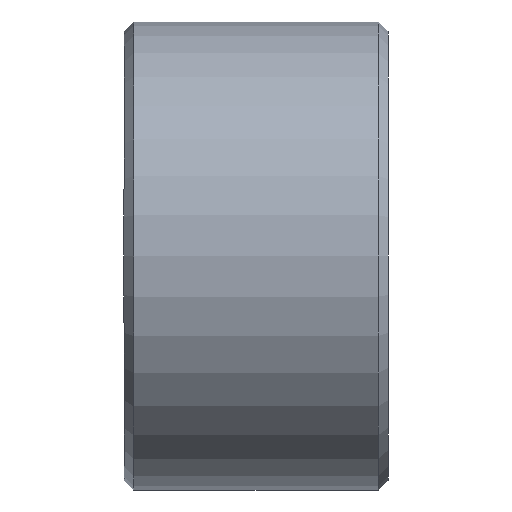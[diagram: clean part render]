
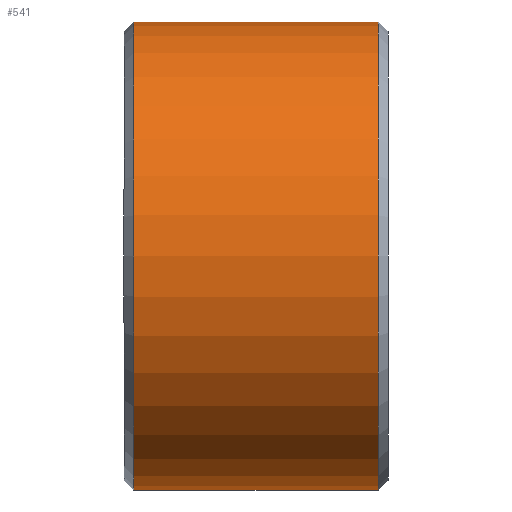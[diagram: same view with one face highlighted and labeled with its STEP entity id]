
A CAD part, left-side view. The second image highlights one B-rep face of the part: STEP entity #541.
In plain terms, the highlighted cylindrical face has radius 9.75 mm (diameter 19.5 mm), a partial arc.
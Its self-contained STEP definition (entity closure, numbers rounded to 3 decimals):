
#11 = EDGE_CURVE ( 'NONE', #1008, #1519, #153, .T. ) ;
#25 = VECTOR ( 'NONE', #234, 1000. ) ;
#61 = CARTESIAN_POINT ( 'NONE',  ( 0., -5.098, -9.75 ) ) ;
#63 = AXIS2_PLACEMENT_3D ( 'NONE', #1848, #180, #945 ) ;
#78 = VERTEX_POINT ( 'NONE', #1117 ) ;
#153 = CIRCLE ( 'NONE', #2457, 9.75 ) ;
#180 = DIRECTION ( 'NONE',  ( 0., 1., 0. ) ) ;
#204 = VERTEX_POINT ( 'NONE', #688 ) ;
#208 = CARTESIAN_POINT ( 'NONE',  ( 0., -5.5, -9.75 ) ) ;
#234 = DIRECTION ( 'NONE',  ( 0., 1., 0. ) ) ;
#497 = CIRCLE ( 'NONE', #2029, 9.75 ) ;
#541 = ADVANCED_FACE ( 'NONE', ( #2196 ), #1472, .T. ) ;
#571 = DIRECTION ( 'NONE',  ( 0., -1., 0. ) ) ;
#623 = EDGE_CURVE ( 'NONE', #1008, #204, #2091, .T. ) ;
#668 = ORIENTED_EDGE ( 'NONE', *, *, #623, .F. ) ;
#688 = CARTESIAN_POINT ( 'NONE',  ( 0., 5.098, -9.75 ) ) ;
#702 = CARTESIAN_POINT ( 'NONE',  ( 0., -5.098, 9.75 ) ) ;
#738 = ORIENTED_EDGE ( 'NONE', *, *, #1310, .T. ) ;
#803 = EDGE_CURVE ( 'NONE', #1519, #78, #1249, .T. ) ;
#945 = DIRECTION ( 'NONE',  ( 0., 0., 1. ) ) ;
#951 = ORIENTED_EDGE ( 'NONE', *, *, #11, .T. ) ;
#1008 = VERTEX_POINT ( 'NONE', #61 ) ;
#1117 = CARTESIAN_POINT ( 'NONE',  ( 0., 5.098, 9.75 ) ) ;
#1134 = DIRECTION ( 'NONE',  ( 0., 0., 1. ) ) ;
#1207 = DIRECTION ( 'NONE',  ( 0., 0., 1. ) ) ;
#1232 = DIRECTION ( 'NONE',  ( 0., 1., 0. ) ) ;
#1249 = LINE ( 'NONE', #1814, #2121 ) ;
#1295 = DIRECTION ( 'NONE',  ( 0., 1., 0. ) ) ;
#1310 = EDGE_CURVE ( 'NONE', #78, #204, #497, .T. ) ;
#1341 = EDGE_LOOP ( 'NONE', ( #668, #951, #1672, #738 ) ) ;
#1416 = CARTESIAN_POINT ( 'NONE',  ( 0., -5.098, 0. ) ) ;
#1472 = CYLINDRICAL_SURFACE ( 'NONE', #63, 9.75 ) ;
#1519 = VERTEX_POINT ( 'NONE', #702 ) ;
#1672 = ORIENTED_EDGE ( 'NONE', *, *, #803, .T. ) ;
#1814 = CARTESIAN_POINT ( 'NONE',  ( 0., -5.5, 9.75 ) ) ;
#1848 = CARTESIAN_POINT ( 'NONE',  ( 0., -5.5, 0. ) ) ;
#2029 = AXIS2_PLACEMENT_3D ( 'NONE', #2062, #571, #1134 ) ;
#2062 = CARTESIAN_POINT ( 'NONE',  ( 0., 5.098, 0. ) ) ;
#2091 = LINE ( 'NONE', #208, #25 ) ;
#2121 = VECTOR ( 'NONE', #1295, 1000. ) ;
#2196 = FACE_OUTER_BOUND ( 'NONE', #1341, .T. ) ;
#2457 = AXIS2_PLACEMENT_3D ( 'NONE', #1416, #1232, #1207 ) ;
